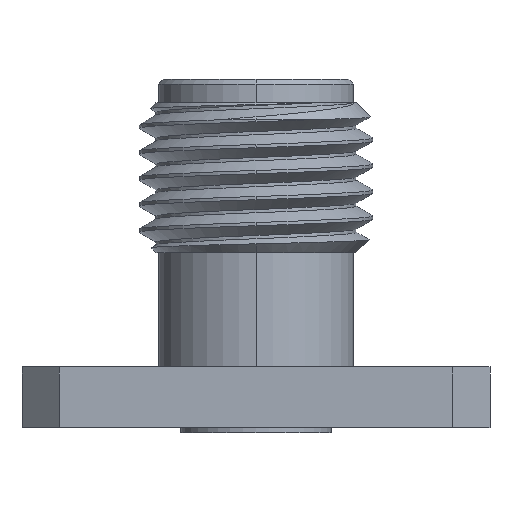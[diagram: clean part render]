
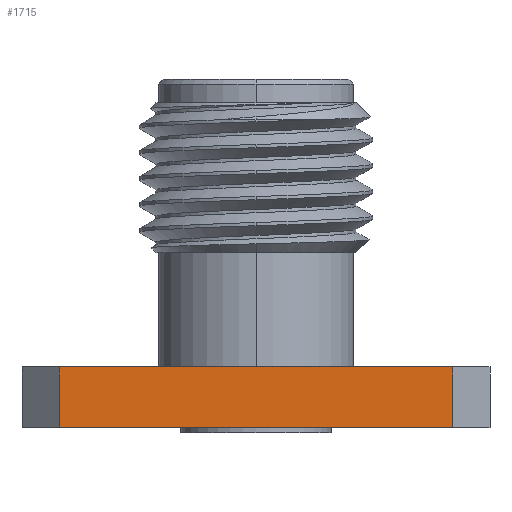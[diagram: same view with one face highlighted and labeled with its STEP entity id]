
A CAD part, front view. The second image highlights one B-rep face of the part: STEP entity #1715.
In plain terms, the highlighted planar face has unit normal (0, -1, 0).
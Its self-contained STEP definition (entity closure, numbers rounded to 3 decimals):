
#27 = LINE ( 'NONE', #3481, #3403 ) ;
#317 = DIRECTION ( 'NONE',  ( 0., -1., 0. ) ) ;
#833 = EDGE_CURVE ( 'NONE', #3332, #1379, #4441, .T. ) ;
#952 = VERTEX_POINT ( 'NONE', #2452 ) ;
#999 = LINE ( 'NONE', #3718, #1751 ) ;
#1235 = EDGE_CURVE ( 'NONE', #952, #2314, #999, .T. ) ;
#1265 = ORIENTED_EDGE ( 'NONE', *, *, #3683, .T. ) ;
#1340 = FACE_OUTER_BOUND ( 'NONE', #3066, .T. ) ;
#1354 = PLANE ( 'NONE',  #1772 ) ;
#1379 = VERTEX_POINT ( 'NONE', #3780 ) ;
#1487 = CARTESIAN_POINT ( 'NONE',  ( 5.334, -6.35, 0. ) ) ;
#1715 = ADVANCED_FACE ( 'NONE', ( #1340 ), #1354, .T. ) ;
#1749 = CARTESIAN_POINT ( 'NONE',  ( -6.35, -6.35, -1.65 ) ) ;
#1751 = VECTOR ( 'NONE', #4899, 1000. ) ;
#1772 = AXIS2_PLACEMENT_3D ( 'NONE', #4811, #317, #2445 ) ;
#2013 = ORIENTED_EDGE ( 'NONE', *, *, #4177, .F. ) ;
#2314 = VERTEX_POINT ( 'NONE', #1487 ) ;
#2445 = DIRECTION ( 'NONE',  ( 0., 0., -1. ) ) ;
#2452 = CARTESIAN_POINT ( 'NONE',  ( 5.334, -6.35, -1.65 ) ) ;
#2458 = VECTOR ( 'NONE', #4729, 1000. ) ;
#2527 = LINE ( 'NONE', #1749, #4214 ) ;
#3066 = EDGE_LOOP ( 'NONE', ( #2013, #4850, #1265, #3086 ) ) ;
#3086 = ORIENTED_EDGE ( 'NONE', *, *, #1235, .T. ) ;
#3308 = DIRECTION ( 'NONE',  ( 1., 0., 0. ) ) ;
#3332 = VERTEX_POINT ( 'NONE', #4905 ) ;
#3403 = VECTOR ( 'NONE', #3513, 1000. ) ;
#3481 = CARTESIAN_POINT ( 'NONE',  ( -6.35, -6.35, 0. ) ) ;
#3513 = DIRECTION ( 'NONE',  ( 1., 0., 0. ) ) ;
#3683 = EDGE_CURVE ( 'NONE', #1379, #952, #2527, .T. ) ;
#3700 = CARTESIAN_POINT ( 'NONE',  ( -5.334, -6.35, -1.65 ) ) ;
#3718 = CARTESIAN_POINT ( 'NONE',  ( 5.334, -6.35, -1.65 ) ) ;
#3780 = CARTESIAN_POINT ( 'NONE',  ( -5.334, -6.35, -1.65 ) ) ;
#4177 = EDGE_CURVE ( 'NONE', #3332, #2314, #27, .T. ) ;
#4214 = VECTOR ( 'NONE', #3308, 1000. ) ;
#4441 = LINE ( 'NONE', #3700, #2458 ) ;
#4729 = DIRECTION ( 'NONE',  ( 0., 0., -1. ) ) ;
#4811 = CARTESIAN_POINT ( 'NONE',  ( -6.35, -6.35, -1.65 ) ) ;
#4850 = ORIENTED_EDGE ( 'NONE', *, *, #833, .T. ) ;
#4899 = DIRECTION ( 'NONE',  ( 0., 0., 1. ) ) ;
#4905 = CARTESIAN_POINT ( 'NONE',  ( -5.334, -6.35, 0. ) ) ;
